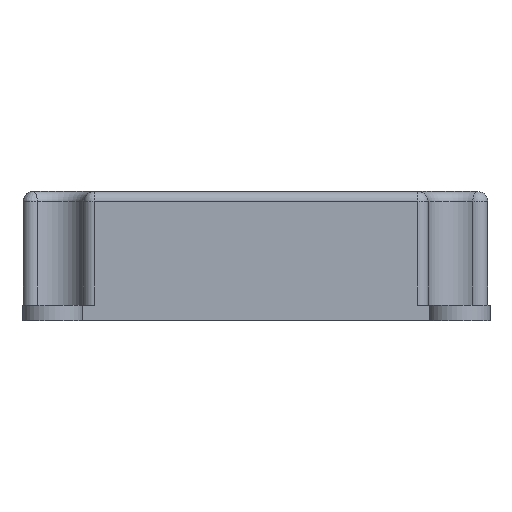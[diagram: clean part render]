
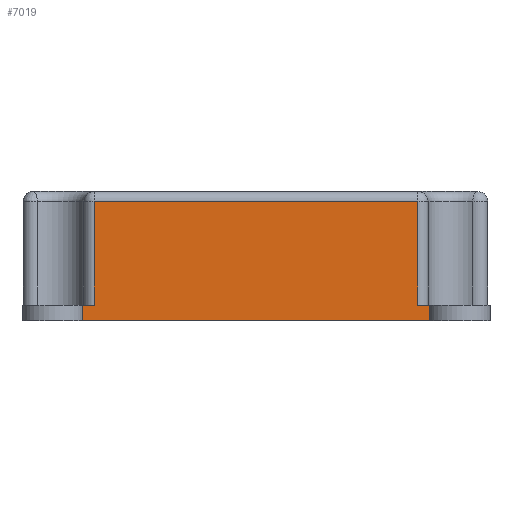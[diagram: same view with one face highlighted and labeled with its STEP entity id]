
A CAD part, left-side view. The second image highlights one B-rep face of the part: STEP entity #7019.
In plain terms, the highlighted planar face has unit normal (-1, 0, 0).
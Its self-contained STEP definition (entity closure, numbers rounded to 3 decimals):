
#579=PLANE('',#7474);
#799=FACE_OUTER_BOUND('',#1218,.T.);
#1218=EDGE_LOOP('',(#5228,#5229,#5230,#5231,#5232,#5233,#5234,#5235));
#1785=LINE('',#10286,#2463);
#1786=LINE('',#10289,#2464);
#1787=LINE('',#10291,#2465);
#1788=LINE('',#10293,#2466);
#1789=LINE('',#10295,#2467);
#1790=LINE('',#10297,#2468);
#1791=LINE('',#10299,#2469);
#1792=LINE('',#10300,#2470);
#2463=VECTOR('',#8051,10.);
#2464=VECTOR('',#8054,10.);
#2465=VECTOR('',#8055,10.);
#2466=VECTOR('',#8056,10.);
#2467=VECTOR('',#8057,10.);
#2468=VECTOR('',#8058,10.);
#2469=VECTOR('',#8059,10.);
#2470=VECTOR('',#8060,10.);
#3332=VERTEX_POINT('',#10280);
#3333=VERTEX_POINT('',#10284);
#3334=VERTEX_POINT('',#10288);
#3335=VERTEX_POINT('',#10290);
#3336=VERTEX_POINT('',#10292);
#3337=VERTEX_POINT('',#10294);
#3338=VERTEX_POINT('',#10296);
#3339=VERTEX_POINT('',#10298);
#4082=EDGE_CURVE('',#3332,#3333,#1785,.T.);
#4083=EDGE_CURVE('',#3333,#3334,#1786,.T.);
#4084=EDGE_CURVE('',#3335,#3332,#1787,.T.);
#4085=EDGE_CURVE('',#3336,#3335,#1788,.T.);
#4086=EDGE_CURVE('',#3337,#3336,#1789,.T.);
#4087=EDGE_CURVE('',#3338,#3337,#1790,.T.);
#4088=EDGE_CURVE('',#3339,#3338,#1791,.T.);
#4089=EDGE_CURVE('',#3334,#3339,#1792,.T.);
#5228=ORIENTED_EDGE('',*,*,#4083,.F.);
#5229=ORIENTED_EDGE('',*,*,#4082,.F.);
#5230=ORIENTED_EDGE('',*,*,#4084,.F.);
#5231=ORIENTED_EDGE('',*,*,#4085,.F.);
#5232=ORIENTED_EDGE('',*,*,#4086,.F.);
#5233=ORIENTED_EDGE('',*,*,#4087,.F.);
#5234=ORIENTED_EDGE('',*,*,#4088,.F.);
#5235=ORIENTED_EDGE('',*,*,#4089,.F.);
#7019=ADVANCED_FACE('',(#799),#579,.T.);
#7474=AXIS2_PLACEMENT_3D('',#10287,#8052,#8053);
#8051=DIRECTION('',(0.,0.,-1.));
#8052=DIRECTION('center_axis',(-1.,0.,0.));
#8053=DIRECTION('ref_axis',(0.,1.,0.));
#8054=DIRECTION('',(0.,-1.,0.));
#8055=DIRECTION('',(0.,-1.,0.));
#8056=DIRECTION('',(0.,0.,1.));
#8057=DIRECTION('',(0.,-1.,0.));
#8058=DIRECTION('',(0.,0.,1.));
#8059=DIRECTION('',(0.,1.,0.));
#8060=DIRECTION('',(0.,0.,-1.));
#10280=CARTESIAN_POINT('',(-3.008,-33.214,0.5));
#10284=CARTESIAN_POINT('',(-3.008,-33.214,-9.5));
#10286=CARTESIAN_POINT('',(-3.008,-33.214,0.));
#10287=CARTESIAN_POINT('Origin',(-3.008,-34.358,0.));
#10288=CARTESIAN_POINT('',(-3.008,-34.358,-9.5));
#10289=CARTESIAN_POINT('',(-3.008,-35.786,-9.5));
#10290=CARTESIAN_POINT('',(-3.008,-1.877,0.5));
#10291=CARTESIAN_POINT('',(-3.008,-25.926,0.5));
#10292=CARTESIAN_POINT('',(-3.008,-1.877,-9.5));
#10293=CARTESIAN_POINT('',(-3.008,-1.877,0.));
#10294=CARTESIAN_POINT('',(-3.008,-0.745,-9.5));
#10295=CARTESIAN_POINT('',(-3.008,-16.118,-9.5));
#10296=CARTESIAN_POINT('',(-3.008,-0.745,-11.));
#10297=CARTESIAN_POINT('',(-3.008,-0.745,-10.));
#10298=CARTESIAN_POINT('',(-3.008,-34.358,-11.));
#10299=CARTESIAN_POINT('',(-3.008,-34.358,-11.));
#10300=CARTESIAN_POINT('',(-3.008,-34.358,-11.));
